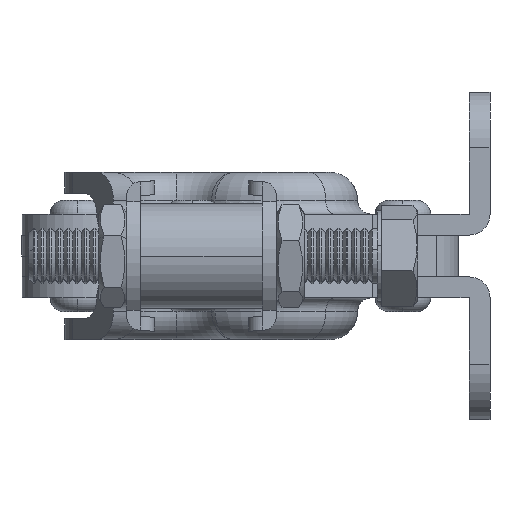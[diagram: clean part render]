
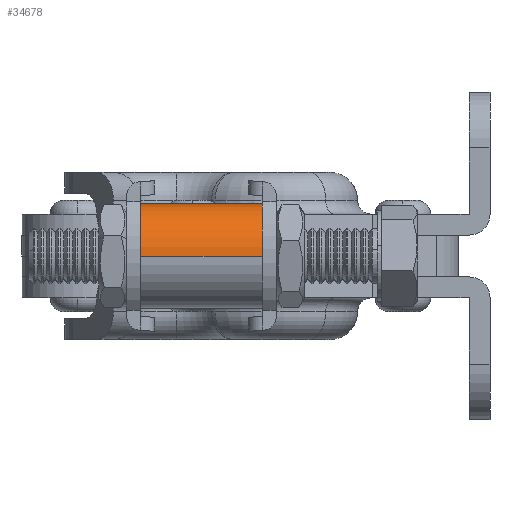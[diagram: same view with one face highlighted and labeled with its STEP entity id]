
A CAD part, left-side view. The second image highlights one B-rep face of the part: STEP entity #34678.
In plain terms, the highlighted cylindrical face has radius 7.5 mm (diameter 15 mm), a partial arc.
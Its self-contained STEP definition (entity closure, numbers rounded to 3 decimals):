
#3205 = DIRECTION ( 'NONE',  ( 1., 0., 0. ) ) ;
#3207 = DIRECTION ( 'NONE',  ( 0., 0., 1. ) ) ;
#3209 = CARTESIAN_POINT ( 'NONE',  ( 0., 0., 0. ) ) ;
#3211 = CARTESIAN_POINT ( 'NONE',  ( -7.5, 0., 35. ) ) ;
#3215 = DIRECTION ( 'NONE',  ( 0., 0., -1. ) ) ;
#3424 = DIRECTION ( 'NONE',  ( 1., 0., 0. ) ) ;
#3425 = DIRECTION ( 'NONE',  ( 0., 0., 1. ) ) ;
#3426 = CARTESIAN_POINT ( 'NONE',  ( 0., 0., 17.5 ) ) ;
#3468 = DIRECTION ( 'NONE',  ( 0., 0., -1. ) ) ;
#3469 = CARTESIAN_POINT ( 'NONE',  ( 0., -7.5, 35. ) ) ;
#4484 = VECTOR ( 'NONE', #3215, 1000. ) ;
#4488 = LINE ( 'NONE', #3211, #4484 ) ;
#4504 = CIRCLE ( 'NONE', #35877, 7.5 ) ;
#4547 = CIRCLE ( 'NONE', #35860, 7.5 ) ;
#4570 = VECTOR ( 'NONE', #3468, 1000. ) ;
#4574 = LINE ( 'NONE', #3469, #4570 ) ;
#5482 = CARTESIAN_POINT ( 'NONE',  ( 0., 0., 35. ) ) ;
#5484 = DIRECTION ( 'NONE',  ( 0., 0., -1. ) ) ;
#5492 = DIRECTION ( 'NONE',  ( -1., 0., 0. ) ) ;
#5719 = CYLINDRICAL_SURFACE ( 'NONE', #35639, 7.5 ) ;
#5723 = FACE_OUTER_BOUND ( 'NONE', #26052, .T. ) ;
#16711 = ORIENTED_EDGE ( 'NONE', *, *, #39222, .F. ) ;
#16712 = ORIENTED_EDGE ( 'NONE', *, *, #39275, .T. ) ;
#16714 = ORIENTED_EDGE ( 'NONE', *, *, #39276, .T. ) ;
#16715 = ORIENTED_EDGE ( 'NONE', *, *, #39237, .F. ) ;
#17434 = CARTESIAN_POINT ( 'NONE',  ( -7.5, 0., 17.5 ) ) ;
#17436 = CARTESIAN_POINT ( 'NONE',  ( 0., -7.5, 17.5 ) ) ;
#17449 = CARTESIAN_POINT ( 'NONE',  ( -7.5, 0., 0. ) ) ;
#17451 = CARTESIAN_POINT ( 'NONE',  ( 0., -7.5, 0. ) ) ;
#26052 = EDGE_LOOP ( 'NONE', ( #16715, #16714, #16712, #16711 ) ) ;
#29098 = VERTEX_POINT ( 'NONE', #17451 ) ;
#29102 = VERTEX_POINT ( 'NONE', #17449 ) ;
#29134 = VERTEX_POINT ( 'NONE', #17436 ) ;
#29135 = VERTEX_POINT ( 'NONE', #17434 ) ;
#34678 = ADVANCED_FACE ( 'NONE', ( #5723 ), #5719, .T. ) ;
#35639 = AXIS2_PLACEMENT_3D ( 'NONE', #5482, #5484, #5492 ) ;
#35860 = AXIS2_PLACEMENT_3D ( 'NONE', #3426, #3425, #3424 ) ;
#35877 = AXIS2_PLACEMENT_3D ( 'NONE', #3209, #3207, #3205 ) ;
#39222 = EDGE_CURVE ( 'NONE', #29134, #29098, #4574, .T. ) ;
#39237 = EDGE_CURVE ( 'NONE', #29135, #29134, #4547, .T. ) ;
#39275 = EDGE_CURVE ( 'NONE', #29102, #29098, #4504, .T. ) ;
#39276 = EDGE_CURVE ( 'NONE', #29135, #29102, #4488, .T. ) ;
